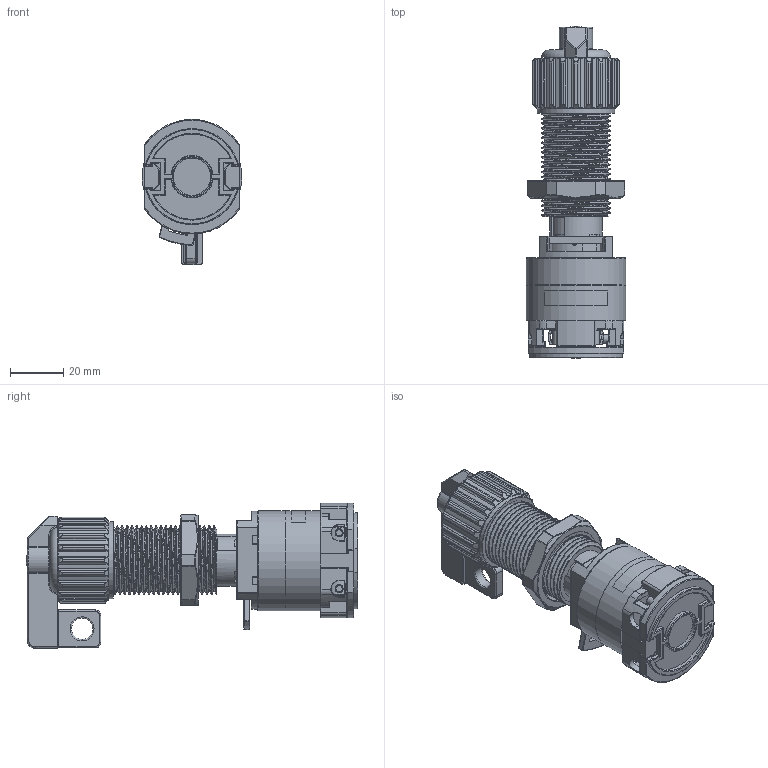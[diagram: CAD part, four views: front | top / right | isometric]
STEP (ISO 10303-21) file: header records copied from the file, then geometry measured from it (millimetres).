
FILE_DESCRIPTION(/* description */ (''),/* implementation_level */ '2;1');
FILE_NAME(/* name */ 'GZ5-3C3.iam.stp',/* time_stamp */ '2019-07-12T08:41:16-05:00',/* author */ ('kadelman'),/* organization */ (''),/* preprocessor_version */ 'ST-DEVELOPER v17',/* originating_system */ 'Autodesk Inventor 2018',/* authorisation */ '');
FILE_SCHEMA (('AUTOMOTIVE_DESIGN { 1 0 10303 214 3 1 1 }'));
Products named in the file (15): GZ5-3C3; CORPO COOPER; ANEL 34NPSM; AR29 P VIDEO; MOLDURA 1 NOVA; ACOPLA L SG rev; CHAVE ROTATIVA 1 CAMARA; PECA POTENCIOMETRO; GAIOLA SG; LINGUETA GAIOLA NOVA; CAMARA BLOCO ROTATIVO; PECA FINAL CHAVE ROTATIVA; DIN EN ISO 7045 H M3 x 6 - 4.8 - H; MANOPLA1PR REV; DIN 7985 (H) M3x6-H
Assembly tree (15 placements, depth 3):
  GZ5-3C3
    CORPO COOPER
    ANEL 34NPSM
    AR29 P VIDEO
    MOLDURA 1 NOVA
    ACOPLA L SG rev
    CHAVE ROTATIVA 1 CAMARA
      PECA POTENCIOMETRO
      GAIOLA SG
      LINGUETA GAIOLA NOVA
      CAMARA BLOCO ROTATIVO
      PECA FINAL CHAVE ROTATIVA
      DIN EN ISO 7045 H M3 x 6 - 4.8 - H  x2
    MANOPLA1PR REV
    DIN 7985 (H) M3x6-H
Bounding box: 37.5 x 124.64 x 54.48 mm (x, y, z)
Volume: 69265.5 mm3; surface area: 57861.6 mm2
Topology: 30 solids, 30 shells, 1460 faces, 3943 edges, 2535 vertices
Faces by surface type: cylinder 564, plane 550, torus 147, bspline 113, cone 56, sphere 30
Full cylindrical faces by diameter (mm): 1 x1, 2.729 x2, 2.75 x1, 3 x12, 3.1 x2, 3.2 x4, 5.4 x2, 5.8 x1, 6 x4, 8 x2, 14 x1, 14.517 x2, 15 x1, 16 x11, 17.483 x2, 19.5 x1, 20 x2, 20.35 x1, 22 x1, 22.5 x1, 22.517 x2, 23 x6, 23.31 x2, 24 x5, 24.483 x2, 26 x24, 28.69 x2, 29 x1, 37.5 x2
Entity records: 95348 total; most frequent: CARTESIAN_POINT 59079, ORIENTED_EDGE 7682, DIRECTION 7109, EDGE_CURVE 3841, AXIS2_PLACEMENT_3D 2721, VERTEX_POINT 2469, LINE 1667, VECTOR 1667
